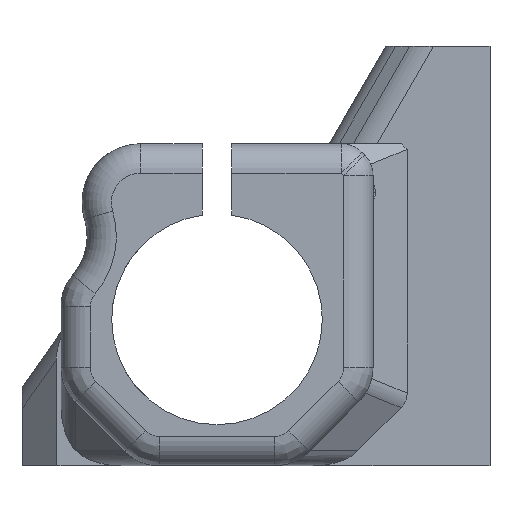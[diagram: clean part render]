
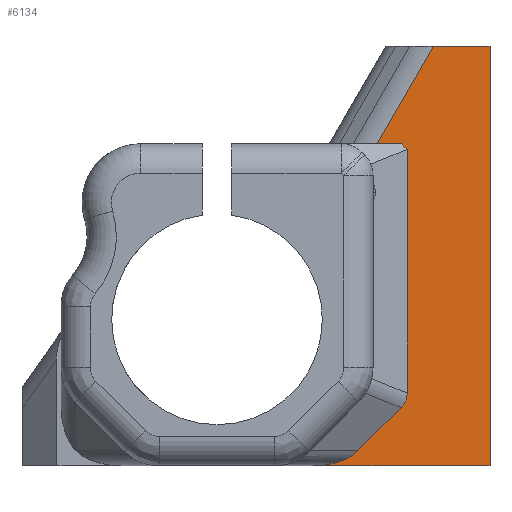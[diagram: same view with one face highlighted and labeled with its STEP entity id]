
A CAD part, front view. The second image highlights one B-rep face of the part: STEP entity #6134.
In plain terms, the highlighted planar face has unit normal (0, -1, 0).
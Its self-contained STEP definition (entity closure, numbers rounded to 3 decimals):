
#105=CARTESIAN_POINT('Vertex',(0.,0.,43.)) ;
#108=CARTESIAN_POINT('Line Origine',(0.,0.,21.5)) ;
#112=CARTESIAN_POINT('Vertex',(0.,0.,0.)) ;
#1699=CARTESIAN_POINT('Vertex',(-8.5,0.,32.45)) ;
#1702=CARTESIAN_POINT('Line Origine',(-10.,0.,33.95)) ;
#1706=CARTESIAN_POINT('Vertex',(-9.05,0.,33.)) ;
#2110=CARTESIAN_POINT('Control Point',(-13.55,0.,1.5)) ;
#2111=CARTESIAN_POINT('Control Point',(-14.237,0.,0.813)) ;
#2112=CARTESIAN_POINT('Control Point',(-15.176,0.,0.392)) ;
#2113=CARTESIAN_POINT('Control Point',(-16.103,0.,0.132)) ;
#2114=CARTESIAN_POINT('Control Point',(-17.079,0.,0.)) ;
#2115=CARTESIAN_POINT('Control Point',(-18.05,0.,0.)) ;
#2116=CARTESIAN_POINT('Vertex',(-18.05,0.,0.)) ;
#2118=CARTESIAN_POINT('Vertex',(-13.55,0.,1.5)) ;
#2471=CARTESIAN_POINT('Line Origine',(-8.5,0.,21.5)) ;
#2475=CARTESIAN_POINT('Vertex',(-8.5,0.,7.429)) ;
#2531=CARTESIAN_POINT('Vertex',(-9.121,0.,5.929)) ;
#2549=CARTESIAN_POINT('Line Origine',(-9.825,0.,5.225)) ;
#2575=CARTESIAN_POINT('Control Point',(-8.5,0.,7.429)) ;
#2576=CARTESIAN_POINT('Control Point',(-8.5,0.,7.012)) ;
#2577=CARTESIAN_POINT('Control Point',(-8.601,0.,6.592)) ;
#2578=CARTESIAN_POINT('Control Point',(-8.827,0.,6.224)) ;
#2579=CARTESIAN_POINT('Control Point',(-9.121,0.,5.929)) ;
#2840=CARTESIAN_POINT('Line Origine',(-10.312,0.,33.)) ;
#2844=CARTESIAN_POINT('Vertex',(-11.575,0.,33.)) ;
#3250=CARTESIAN_POINT('Line Origine',(-6.,0.,0.)) ;
#3254=CARTESIAN_POINT('Vertex',(-12.,0.,0.)) ;
#3257=CARTESIAN_POINT('Line Origine',(-15.025,0.,0.)) ;
#5657=CARTESIAN_POINT('Axis2P3D Location',(0.,0.,0.)) ;
#6109=CARTESIAN_POINT('Line Origine',(-8.688,0.,38.)) ;
#6113=CARTESIAN_POINT('Vertex',(-5.801,0.,43.)) ;
#6116=CARTESIAN_POINT('Line Origine',(-2.901,0.,43.)) ;
#109=DIRECTION('Vector Direction',(0.,0.,1.)) ;
#1703=DIRECTION('Vector Direction',(-0.707,0.,0.707)) ;
#2472=DIRECTION('Vector Direction',(0.,0.,1.)) ;
#2550=DIRECTION('Vector Direction',(-0.707,0.,-0.707)) ;
#2841=DIRECTION('Vector Direction',(-1.,0.,0.)) ;
#3251=DIRECTION('Vector Direction',(1.,0.,0.)) ;
#3258=DIRECTION('Vector Direction',(1.,0.,0.)) ;
#5658=DIRECTION('Axis2P3D Direction',(0.,1.,0.)) ;
#5659=DIRECTION('Axis2P3D XDirection',(-1.,0.,0.)) ;
#6110=DIRECTION('Vector Direction',(-0.5,0.,-0.866)) ;
#6117=DIRECTION('Vector Direction',(-1.,0.,0.)) ;
#5660=AXIS2_PLACEMENT_3D('Plane Axis2P3D',#5657,#5658,#5659) ;
#6122=ORIENTED_EDGE('',*,*,#6115,.F.) ;
#6123=ORIENTED_EDGE('',*,*,#2846,.T.) ;
#6124=ORIENTED_EDGE('',*,*,#1708,.T.) ;
#6125=ORIENTED_EDGE('',*,*,#2477,.T.) ;
#6126=ORIENTED_EDGE('',*,*,#2580,.F.) ;
#6127=ORIENTED_EDGE('',*,*,#2553,.T.) ;
#6128=ORIENTED_EDGE('',*,*,#2120,.F.) ;
#6129=ORIENTED_EDGE('',*,*,#3261,.T.) ;
#6130=ORIENTED_EDGE('',*,*,#3256,.F.) ;
#6131=ORIENTED_EDGE('',*,*,#114,.F.) ;
#6132=ORIENTED_EDGE('',*,*,#6120,.F.) ;
#110=VECTOR('Line Direction',#109,1.) ;
#1704=VECTOR('Line Direction',#1703,1.) ;
#2473=VECTOR('Line Direction',#2472,1.) ;
#2551=VECTOR('Line Direction',#2550,1.) ;
#2842=VECTOR('Line Direction',#2841,1.) ;
#3252=VECTOR('Line Direction',#3251,1.) ;
#3259=VECTOR('Line Direction',#3258,1.) ;
#6111=VECTOR('Line Direction',#6110,1.) ;
#6118=VECTOR('Line Direction',#6117,1.) ;
#6134=ADVANCED_FACE('Corps principal',(#6133),#5661,.F.) ;
#2109=B_SPLINE_CURVE_WITH_KNOTS('',5,(#2110,#2111,#2112,#2113,#2114,#2115),.UNSPECIFIED.,.F.,.U.,(6,6),(0.,6.867),.UNSPECIFIED.) ;
#2574=B_SPLINE_CURVE_WITH_KNOTS('',4,(#2575,#2576,#2577,#2578,#2579),.UNSPECIFIED.,.F.,.U.,(5,5),(0.,2.359),.UNSPECIFIED.) ;
#114=EDGE_CURVE('',#106,#113,#111,.F.) ;
#1708=EDGE_CURVE('',#1707,#1700,#1705,.F.) ;
#2120=EDGE_CURVE('',#2117,#2119,#2109,.F.) ;
#2477=EDGE_CURVE('',#1700,#2476,#2474,.F.) ;
#2553=EDGE_CURVE('',#2532,#2119,#2552,.T.) ;
#2580=EDGE_CURVE('',#2532,#2476,#2574,.F.) ;
#2846=EDGE_CURVE('',#2845,#1707,#2843,.F.) ;
#3256=EDGE_CURVE('',#113,#3255,#3253,.F.) ;
#3261=EDGE_CURVE('',#2117,#3255,#3260,.T.) ;
#6115=EDGE_CURVE('',#2845,#6114,#6112,.F.) ;
#6120=EDGE_CURVE('',#6114,#106,#6119,.F.) ;
#6121=EDGE_LOOP('',(#6122,#6123,#6124,#6125,#6126,#6127,#6128,#6129,#6130,#6131,#6132)) ;
#6133=FACE_OUTER_BOUND('',#6121,.T.) ;
#111=LINE('Line',#108,#110) ;
#1705=LINE('Line',#1702,#1704) ;
#2474=LINE('Line',#2471,#2473) ;
#2552=LINE('Line',#2549,#2551) ;
#2843=LINE('Line',#2840,#2842) ;
#3253=LINE('Line',#3250,#3252) ;
#3260=LINE('Line',#3257,#3259) ;
#6112=LINE('Line',#6109,#6111) ;
#6119=LINE('Line',#6116,#6118) ;
#5661=PLANE('',#5660) ;
#106=VERTEX_POINT('',#105) ;
#113=VERTEX_POINT('',#112) ;
#1700=VERTEX_POINT('',#1699) ;
#1707=VERTEX_POINT('',#1706) ;
#2117=VERTEX_POINT('',#2116) ;
#2119=VERTEX_POINT('',#2118) ;
#2476=VERTEX_POINT('',#2475) ;
#2532=VERTEX_POINT('',#2531) ;
#2845=VERTEX_POINT('',#2844) ;
#3255=VERTEX_POINT('',#3254) ;
#6114=VERTEX_POINT('',#6113) ;
